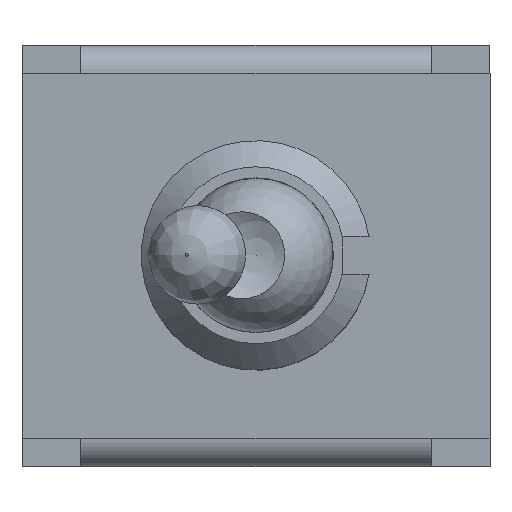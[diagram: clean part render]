
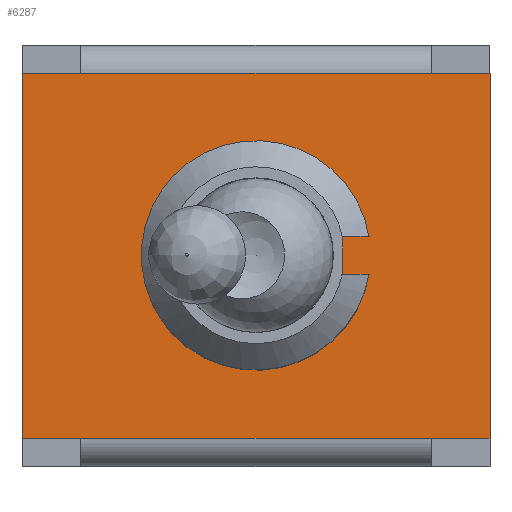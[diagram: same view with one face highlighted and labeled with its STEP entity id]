
A CAD part, top view. The second image highlights one B-rep face of the part: STEP entity #6287.
In plain terms, the highlighted planar face has unit normal (0, 0, 1).
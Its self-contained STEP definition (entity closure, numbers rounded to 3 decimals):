
#148=FACE_BOUND('',#2535,.T.);
#389=PLANE('',#6806);
#970=LINE('',#10064,#1690);
#973=LINE('',#10072,#1693);
#975=LINE('',#10075,#1695);
#976=LINE('',#10077,#1696);
#984=LINE('',#10100,#1704);
#1053=LINE('',#10299,#1773);
#1056=LINE('',#10305,#1776);
#1076=LINE('',#10342,#1796);
#1077=LINE('',#10344,#1797);
#1078=LINE('',#10346,#1798);
#1079=LINE('',#10347,#1799);
#1690=VECTOR('',#8159,0.71);
#1693=VECTOR('',#8168,0.71);
#1695=VECTOR('',#8172,1.02);
#1696=VECTOR('',#8175,9.5);
#1704=VECTOR('',#8199,9.5);
#1773=VECTOR('',#8416,1.6);
#1776=VECTOR('',#8421,1.6);
#1796=VECTOR('',#8455,1.6);
#1797=VECTOR('',#8458,9.91);
#1798=VECTOR('',#8459,9.91);
#1799=VECTOR('',#8460,1.6);
#2168=FACE_OUTER_BOUND('',#2534,.T.);
#2534=EDGE_LOOP('',(#5713,#5714,#5715,#5716,#5717,#5718,#5719,#5720));
#2535=EDGE_LOOP('',(#5721,#5722,#5723,#5724));
#2658=CIRCLE('',#6712,3.11);
#3138=VERTEX_POINT('',#10044);
#3140=VERTEX_POINT('',#10050);
#3143=VERTEX_POINT('',#10057);
#3144=VERTEX_POINT('',#10061);
#3145=VERTEX_POINT('',#10063);
#3146=VERTEX_POINT('',#10067);
#3147=VERTEX_POINT('',#10071);
#3150=VERTEX_POINT('',#10083);
#3210=VERTEX_POINT('',#10297);
#3211=VERTEX_POINT('',#10301);
#3222=VERTEX_POINT('',#10340);
#3223=VERTEX_POINT('',#10345);
#3937=EDGE_CURVE('',#3145,#3144,#970,.T.);
#3939=EDGE_CURVE('',#3146,#3145,#2658,.T.);
#3941=EDGE_CURVE('',#3147,#3146,#973,.T.);
#3943=EDGE_CURVE('',#3144,#3147,#975,.T.);
#3944=EDGE_CURVE('',#3138,#3140,#976,.T.);
#3956=EDGE_CURVE('',#3150,#3143,#984,.T.);
#4055=EDGE_CURVE('',#3143,#3210,#1053,.T.);
#4058=EDGE_CURVE('',#3140,#3211,#1056,.T.);
#4078=EDGE_CURVE('',#3138,#3222,#1076,.T.);
#4079=EDGE_CURVE('',#3210,#3211,#1077,.T.);
#4080=EDGE_CURVE('',#3222,#3223,#1078,.T.);
#4081=EDGE_CURVE('',#3150,#3223,#1079,.T.);
#5713=ORIENTED_EDGE('',*,*,#3956,.T.);
#5714=ORIENTED_EDGE('',*,*,#4055,.T.);
#5715=ORIENTED_EDGE('',*,*,#4079,.T.);
#5716=ORIENTED_EDGE('',*,*,#4058,.F.);
#5717=ORIENTED_EDGE('',*,*,#3944,.F.);
#5718=ORIENTED_EDGE('',*,*,#4078,.T.);
#5719=ORIENTED_EDGE('',*,*,#4080,.T.);
#5720=ORIENTED_EDGE('',*,*,#4081,.F.);
#5721=ORIENTED_EDGE('',*,*,#3943,.T.);
#5722=ORIENTED_EDGE('',*,*,#3941,.T.);
#5723=ORIENTED_EDGE('',*,*,#3939,.T.);
#5724=ORIENTED_EDGE('',*,*,#3937,.T.);
#6287=ADVANCED_FACE('',(#2168,#148),#389,.T.);
#6712=AXIS2_PLACEMENT_3D('',#10068,#8163,#8164);
#6806=AXIS2_PLACEMENT_3D('',#10343,#8456,#8457);
#8159=DIRECTION('',(-1.,0.,0.));
#8163=DIRECTION('center_axis',(0.,0.,-1.));
#8164=DIRECTION('ref_axis',(0.986,0.164,0.));
#8168=DIRECTION('',(1.,0.,0.));
#8172=DIRECTION('',(0.,-1.,0.));
#8175=DIRECTION('',(1.,0.,0.));
#8199=DIRECTION('',(1.,0.,0.));
#8416=DIRECTION('',(1.,0.,0.));
#8421=DIRECTION('',(1.,0.,0.));
#8455=DIRECTION('',(-1.,0.,0.));
#8456=DIRECTION('center_axis',(0.,0.,1.));
#8457=DIRECTION('ref_axis',(1.,0.,0.));
#8458=DIRECTION('',(0.,1.,0.));
#8459=DIRECTION('',(0.,-1.,0.));
#8460=DIRECTION('',(-1.,0.,0.));
#10044=CARTESIAN_POINT('',(-4.75,4.955,8.89));
#10050=CARTESIAN_POINT('',(4.75,4.955,8.89));
#10057=CARTESIAN_POINT('',(4.75,-4.955,8.89));
#10061=CARTESIAN_POINT('',(2.358,0.51,8.89));
#10063=CARTESIAN_POINT('',(3.068,0.51,8.89));
#10064=CARTESIAN_POINT('',(3.068,0.51,8.89));
#10067=CARTESIAN_POINT('',(3.068,-0.51,8.89));
#10068=CARTESIAN_POINT('Origin',(0.,0.,8.89));
#10071=CARTESIAN_POINT('',(2.358,-0.51,8.89));
#10072=CARTESIAN_POINT('',(2.358,-0.51,8.89));
#10075=CARTESIAN_POINT('',(2.358,0.51,8.89));
#10077=CARTESIAN_POINT('',(-4.75,4.955,8.89));
#10083=CARTESIAN_POINT('',(-4.75,-4.955,8.89));
#10100=CARTESIAN_POINT('',(-4.75,-4.955,8.89));
#10297=CARTESIAN_POINT('',(6.35,-4.955,8.89));
#10299=CARTESIAN_POINT('',(4.75,-4.955,8.89));
#10301=CARTESIAN_POINT('',(6.35,4.955,8.89));
#10305=CARTESIAN_POINT('',(4.75,4.955,8.89));
#10340=CARTESIAN_POINT('',(-6.35,4.955,8.89));
#10342=CARTESIAN_POINT('',(-4.75,4.955,8.89));
#10343=CARTESIAN_POINT('Origin',(-6.985,-5.451,8.89));
#10344=CARTESIAN_POINT('',(6.35,-4.955,8.89));
#10345=CARTESIAN_POINT('',(-6.35,-4.955,8.89));
#10346=CARTESIAN_POINT('',(-6.35,4.955,8.89));
#10347=CARTESIAN_POINT('',(-4.75,-4.955,8.89));
